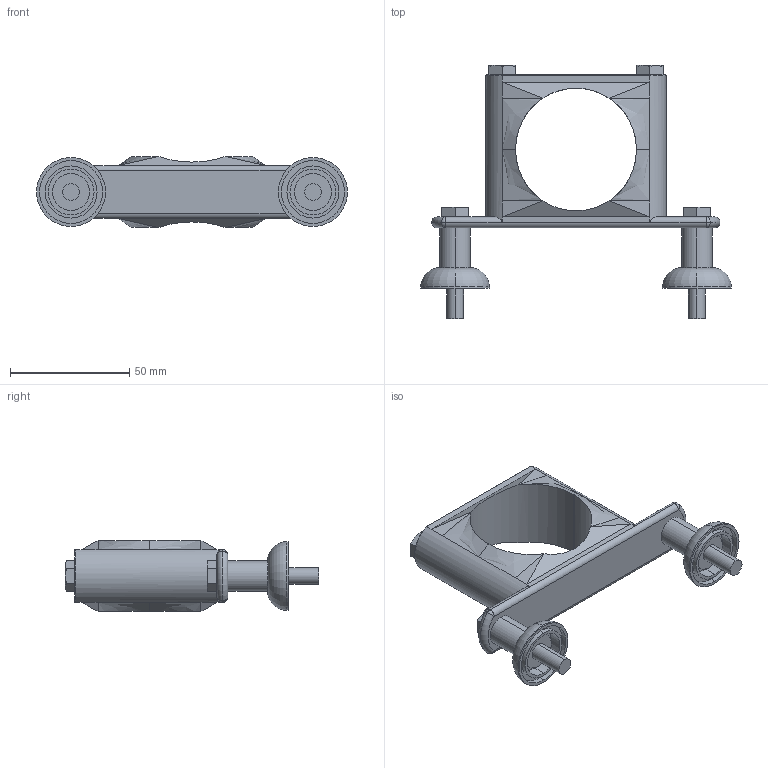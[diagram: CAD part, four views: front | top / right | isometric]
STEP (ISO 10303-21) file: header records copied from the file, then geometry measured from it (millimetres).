
FILE_DESCRIPTION (( 'STEP AP214' ), '1' );
FILE_NAME ('ZCB2.0T304ZP4.0.STEP', '2023-05-31T16:03:29', ( '' ), ( '' ), 'SwSTEP 2.0', 'SolidWorks 2018', '' );
FILE_SCHEMA (( 'AUTOMOTIVE_DESIGN' ));
Length unit declared in the file: inch
Products named in the file (1): ZCB2.0T304ZP4.0
Bounding box: 130.58 x 106.28 x 29.84 mm (x, y, z)
Volume: 79128.1 mm3; surface area: 24711.3 mm2
Topology: 1 solids, 1 shells, 142 faces, 316 edges, 190 vertices
Faces by surface type: plane 62, cylinder 28, cone 26, torus 10, bspline 8, sphere 8
Entity records: 4382 total; most frequent: CARTESIAN_POINT 1265, ORIENTED_EDGE 632, DIRECTION 632, EDGE_CURVE 316, AXIS2_PLACEMENT_3D 241, VERTEX_POINT 190, EDGE_LOOP 158, LINE 150
